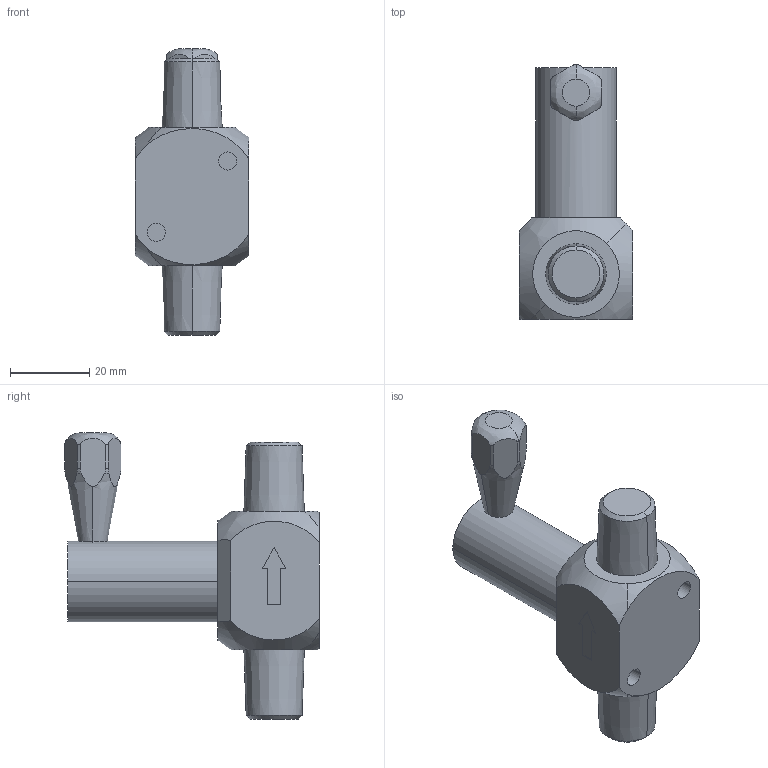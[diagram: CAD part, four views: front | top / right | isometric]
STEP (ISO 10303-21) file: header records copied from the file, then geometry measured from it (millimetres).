
FILE_DESCRIPTION((''),'2;1');
FILE_NAME('MVLV-0837-SA_ASM','2023-07-21T09:17:05',('DLachman'),('MATHESON TRI-GAS'),'CREO PARAMETRIC BY PTC INC, 2022281','CREO PARAMETRIC BY PTC INC, 2022281','');
FILE_SCHEMA(('CONFIG_CONTROL_DESIGN'));
Length unit declared in the file: inch
Products named in the file (3): MVLV-0837-SA_AF2; MVLV-0792-HANDLE; MVLV-0837-SA_ASM
Assembly tree (2 placements, depth 2):
  MVLV-0837-SA_ASM
    MVLV-0837-SA_AF2
    MVLV-0792-HANDLE
Bounding box: 28.57 x 64.26 x 72.17 mm (x, y, z)
Volume: 44484.9 mm3; surface area: 9953.1 mm2
Topology: 2 solids, 2 shells, 77 faces, 188 edges, 124 vertices
Faces by surface type: plane 39, cylinder 16, bspline 12, cone 10
Entity records: 2931 total; most frequent: CARTESIAN_POINT 1093, ORIENTED_EDGE 376, DIRECTION 348, EDGE_CURVE 188, AXIS2_PLACEMENT_3D 134, VERTEX_POINT 124, EDGE_LOOP 86, VECTOR 80
